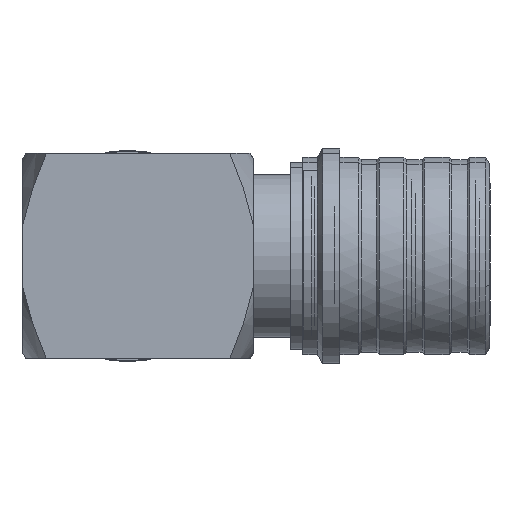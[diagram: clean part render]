
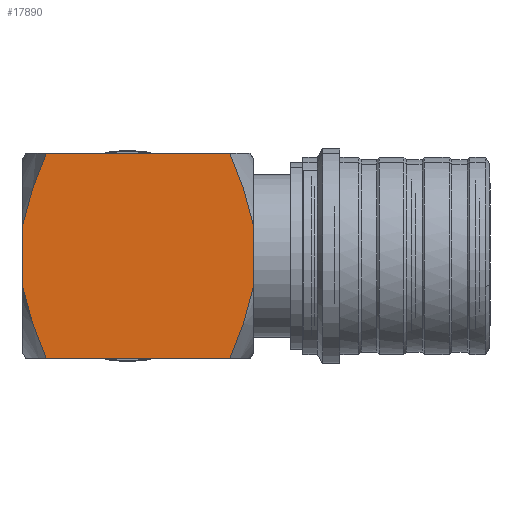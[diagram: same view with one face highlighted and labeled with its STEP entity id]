
A CAD part, left-side view. The second image highlights one B-rep face of the part: STEP entity #17890.
In plain terms, the highlighted face is planar.
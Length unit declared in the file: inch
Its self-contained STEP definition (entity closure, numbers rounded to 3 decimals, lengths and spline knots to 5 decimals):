
#8 = CARTESIAN_POINT ( 'NONE',  ( 0.35596, 0.17717, -0.19685 ) ) ;
#1114 = ORIENTED_EDGE ( 'NONE', *, *, #14187, .F. ) ;
#1313 = CARTESIAN_POINT ( 'NONE',  ( 0.75197, 0.17717, 0.05987 ) ) ;
#1326 = CARTESIAN_POINT ( 'NONE',  ( 0.74096, 0.17717, -0.10683 ) ) ;
#1605 = B_SPLINE_CURVE_WITH_KNOTS ( 'NONE', 3,
 ( #8, #23637, #13268, #23469, #23805, #18606 ),
 .UNSPECIFIED., .F., .F.,
 ( 4, 2, 4 ),
 ( 0., 0.00183, 0.00366 ),
 .UNSPECIFIED. ) ;
#2343 = VERTEX_POINT ( 'NONE', #25256 ) ;
#2351 = VECTOR ( 'NONE', #5803, 39.37008 ) ;
#3219 = VERTEX_POINT ( 'NONE', #1313 ) ;
#3473 = CARTESIAN_POINT ( 'NONE',  ( 0.74756, 0.17717, 0.08371 ) ) ;
#3755 = CARTESIAN_POINT ( 'NONE',  ( 0.31102, 0.17717, 0.19685 ) ) ;
#3899 = CARTESIAN_POINT ( 'NONE',  ( 0.70703, 0.17717, -0.19685 ) ) ;
#5396 = CARTESIAN_POINT ( 'NONE',  ( 0.34644, 0.17717, 0.17468 ) ) ;
#5532 = VECTOR ( 'NONE', #24102, 39.37008 ) ;
#5769 = ORIENTED_EDGE ( 'NONE', *, *, #8587, .T. ) ;
#5803 = DIRECTION ( 'NONE',  ( -1., 0., 0. ) ) ;
#6149 = CARTESIAN_POINT ( 'NONE',  ( 0.31102, 0.17717, 0. ) ) ;
#6333 = CARTESIAN_POINT ( 'NONE',  ( 0.35596, 0.17717, 0.19685 ) ) ;
#6392 = CARTESIAN_POINT ( 'NONE',  ( 0.72546, 0.17717, 0.15232 ) ) ;
#6510 = AXIS2_PLACEMENT_3D ( 'NONE', #3755, #14261, #24635 ) ;
#6927 = CARTESIAN_POINT ( 'NONE',  ( 0.31102, 0.17717, -0.19685 ) ) ;
#7332 = VECTOR ( 'NONE', #31473, 39.37008 ) ;
#7948 = ORIENTED_EDGE ( 'NONE', *, *, #11108, .F. ) ;
#8471 = CARTESIAN_POINT ( 'NONE',  ( 0.35596, 0.17717, -0.19685 ) ) ;
#8555 = LINE ( 'NONE', #29262, #2351 ) ;
#8587 = EDGE_CURVE ( 'NONE', #16038, #3219, #11087, .T. ) ;
#9101 = FACE_OUTER_BOUND ( 'NONE', #11695, .T. ) ;
#9675 = EDGE_CURVE ( 'NONE', #25837, #21194, #1605, .T. ) ;
#10738 = CARTESIAN_POINT ( 'NONE',  ( 0.31102, 0.17717, 0.05987 ) ) ;
#10752 = ORIENTED_EDGE ( 'NONE', *, *, #31216, .T. ) ;
#10956 = EDGE_CURVE ( 'NONE', #21194, #30387, #16493, .T. ) ;
#11087 = B_SPLINE_CURVE_WITH_KNOTS ( 'NONE', 3,
 ( #16569, #32428, #6392, #11550, #3473, #19499 ),
 .UNSPECIFIED., .F., .F.,
 ( 4, 2, 4 ),
 ( 0., 0.00183, 0.00366 ),
 .UNSPECIFIED. ) ;
#11108 = EDGE_CURVE ( 'NONE', #26011, #2343, #27867, .T. ) ;
#11550 = CARTESIAN_POINT ( 'NONE',  ( 0.74096, 0.17717, 0.10683 ) ) ;
#11695 = EDGE_LOOP ( 'NONE', ( #5769, #10752, #7948, #27467, #30166, #17757, #21150, #1114 ) ) ;
#12592 = DIRECTION ( 'NONE',  ( 1., 0., 0. ) ) ;
#13268 = CARTESIAN_POINT ( 'NONE',  ( 0.33753, 0.17717, -0.15232 ) ) ;
#14020 = B_SPLINE_CURVE_WITH_KNOTS ( 'NONE', 3,
 ( #25925, #5396, #18325, #23514, #26608, #10738 ),
 .UNSPECIFIED., .F., .F.,
 ( 4, 2, 4 ),
 ( 0., 0.00183, 0.00366 ),
 .UNSPECIFIED. ) ;
#14187 = EDGE_CURVE ( 'NONE', #16038, #27843, #8555, .T. ) ;
#14261 = DIRECTION ( 'NONE',  ( 0., 1., 0. ) ) ;
#14405 = CARTESIAN_POINT ( 'NONE',  ( 0.71655, 0.17717, -0.17468 ) ) ;
#16038 = VERTEX_POINT ( 'NONE', #30933 ) ;
#16493 = LINE ( 'NONE', #6149, #5532 ) ;
#16569 = CARTESIAN_POINT ( 'NONE',  ( 0.70703, 0.17717, 0.19685 ) ) ;
#17757 = ORIENTED_EDGE ( 'NONE', *, *, #10956, .T. ) ;
#17890 = ADVANCED_FACE ( 'NONE', ( #9101 ), #32386, .T. ) ;
#18325 = CARTESIAN_POINT ( 'NONE',  ( 0.33753, 0.17717, 0.15232 ) ) ;
#18606 = CARTESIAN_POINT ( 'NONE',  ( 0.31102, 0.17717, -0.05987 ) ) ;
#18783 = VECTOR ( 'NONE', #12592, 39.37008 ) ;
#19345 = LINE ( 'NONE', #6927, #18783 ) ;
#19499 = CARTESIAN_POINT ( 'NONE',  ( 0.75197, 0.17717, 0.05987 ) ) ;
#20958 = CARTESIAN_POINT ( 'NONE',  ( 0.75197, 0.17717, 0.19685 ) ) ;
#21150 = ORIENTED_EDGE ( 'NONE', *, *, #32564, .F. ) ;
#21194 = VERTEX_POINT ( 'NONE', #24068 ) ;
#22359 = CARTESIAN_POINT ( 'NONE',  ( 0.74756, 0.17717, -0.08371 ) ) ;
#23294 = CARTESIAN_POINT ( 'NONE',  ( 0.31102, 0.17717, 0.05987 ) ) ;
#23469 = CARTESIAN_POINT ( 'NONE',  ( 0.32203, 0.17717, -0.10683 ) ) ;
#23514 = CARTESIAN_POINT ( 'NONE',  ( 0.32203, 0.17717, 0.10683 ) ) ;
#23637 = CARTESIAN_POINT ( 'NONE',  ( 0.34644, 0.17717, -0.17468 ) ) ;
#23805 = CARTESIAN_POINT ( 'NONE',  ( 0.31543, 0.17717, -0.08371 ) ) ;
#24068 = CARTESIAN_POINT ( 'NONE',  ( 0.31102, 0.17717, -0.05987 ) ) ;
#24102 = DIRECTION ( 'NONE',  ( 0., 0., 1. ) ) ;
#24635 = DIRECTION ( 'NONE',  ( 0., 0., 1. ) ) ;
#24942 = CARTESIAN_POINT ( 'NONE',  ( 0.72546, 0.17717, -0.15232 ) ) ;
#25256 = CARTESIAN_POINT ( 'NONE',  ( 0.75197, 0.17717, -0.05987 ) ) ;
#25837 = VERTEX_POINT ( 'NONE', #8471 ) ;
#25925 = CARTESIAN_POINT ( 'NONE',  ( 0.35596, 0.17717, 0.19685 ) ) ;
#26011 = VERTEX_POINT ( 'NONE', #33598 ) ;
#26608 = CARTESIAN_POINT ( 'NONE',  ( 0.31543, 0.17717, 0.08371 ) ) ;
#27294 = EDGE_CURVE ( 'NONE', #25837, #26011, #19345, .T. ) ;
#27467 = ORIENTED_EDGE ( 'NONE', *, *, #27294, .F. ) ;
#27843 = VERTEX_POINT ( 'NONE', #6333 ) ;
#27867 = B_SPLINE_CURVE_WITH_KNOTS ( 'NONE', 3,
 ( #3899, #14405, #24942, #1326, #22359, #32867 ),
 .UNSPECIFIED., .F., .F.,
 ( 4, 2, 4 ),
 ( 0., 0.00183, 0.00366 ),
 .UNSPECIFIED. ) ;
#29262 = CARTESIAN_POINT ( 'NONE',  ( 0.31102, 0.17717, 0.19685 ) ) ;
#30166 = ORIENTED_EDGE ( 'NONE', *, *, #9675, .T. ) ;
#30387 = VERTEX_POINT ( 'NONE', #23294 ) ;
#30933 = CARTESIAN_POINT ( 'NONE',  ( 0.70703, 0.17717, 0.19685 ) ) ;
#31216 = EDGE_CURVE ( 'NONE', #3219, #2343, #34043, .T. ) ;
#31473 = DIRECTION ( 'NONE',  ( 0., 0., -1. ) ) ;
#32386 = PLANE ( 'NONE',  #6510 ) ;
#32428 = CARTESIAN_POINT ( 'NONE',  ( 0.71655, 0.17717, 0.17468 ) ) ;
#32564 = EDGE_CURVE ( 'NONE', #27843, #30387, #14020, .T. ) ;
#32867 = CARTESIAN_POINT ( 'NONE',  ( 0.75197, 0.17717, -0.05987 ) ) ;
#33598 = CARTESIAN_POINT ( 'NONE',  ( 0.70703, 0.17717, -0.19685 ) ) ;
#34043 = LINE ( 'NONE', #20958, #7332 ) ;
